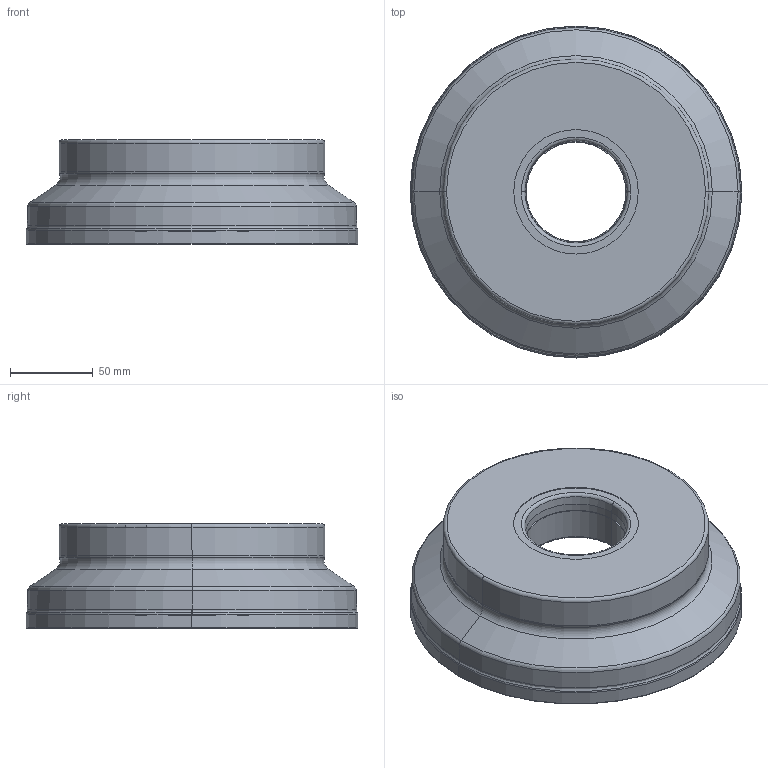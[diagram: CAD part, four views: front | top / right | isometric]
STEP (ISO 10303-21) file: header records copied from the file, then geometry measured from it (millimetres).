
FILE_DESCRIPTION(/* description */ (''),/* implementation_level */ '2;1');
FILE_NAME(/* name */ 'WWX400-200C12NR_MR0_4.stp',/* time_stamp */ '2021-02-02T08:25:03+09:00',/* author */ (''),/* organization */ (''),/* preprocessor_version */ 'ST-DEVELOPER v16',/* originating_system */ 'SIEMENS PLM Software NX 10.0',/* authorisation */ '');
FILE_SCHEMA (('AUTOMOTIVE_DESIGN { 1 0 10303 214 3 1 1 1 }'));
Length unit declared in the file: millimetre
Products named in the file (1): WWX400-200C12NR_MR0_4_ASM
Bounding box: 200 x 200 x 63 mm (x, y, z)
Volume: 1082523.1 mm3; surface area: 129121.3 mm2
Topology: 2 solids, 2 shells, 128 faces, 327 edges, 247 vertices
Faces by surface type: torus 50, revolution 28, bspline 20, cylinder 14, cone 10, plane 6
Entity records: 5320 total; most frequent: CARTESIAN_POINT 2025, DIRECTION 734, ORIENTED_EDGE 576, AXIS2_PLACEMENT_3D 340, EDGE_CURVE 288, CIRCLE 249, VERTEX_POINT 166, EDGE_LOOP 134
